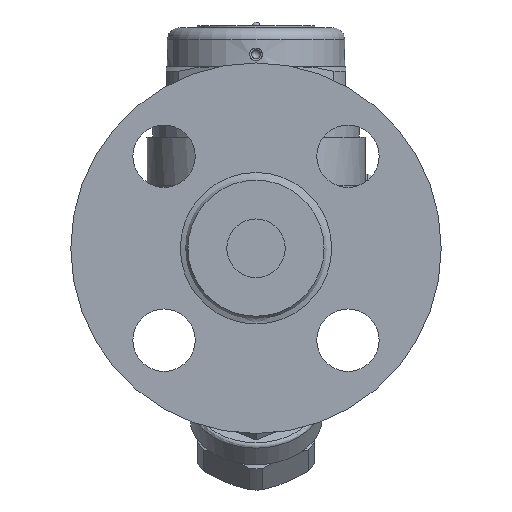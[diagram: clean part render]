
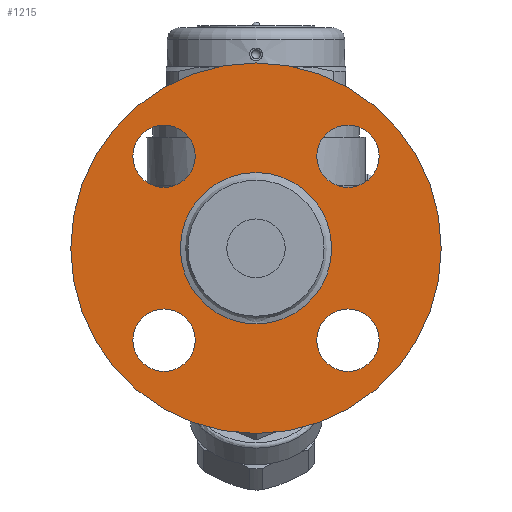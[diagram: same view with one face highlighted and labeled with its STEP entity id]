
A CAD part, left-side view. The second image highlights one B-rep face of the part: STEP entity #1215.
In plain terms, the highlighted planar face has unit normal (-1, 0, 0).
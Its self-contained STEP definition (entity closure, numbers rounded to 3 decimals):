
#665=CARTESIAN_POINT('',(-68.4,-31.582,-23.582));
#666=VERTEX_POINT('',#665);
#667=CARTESIAN_POINT('',(-68.4,-23.582,-23.582));
#668=DIRECTION('',(1.0,0.0,0.0));
#669=DIRECTION('',(0.0,-1.0,0.0));
#670=AXIS2_PLACEMENT_3D('',#667,#668,#669);
#671=CIRCLE('',#670,8.0);
#672=EDGE_CURVE('',#666,#666,#671,.T.);
#714=CARTESIAN_POINT('',(-68.4,23.582,-31.582));
#715=VERTEX_POINT('',#714);
#716=CARTESIAN_POINT('',(-68.4,23.582,-23.582));
#717=DIRECTION('',(1.0,0.0,0.0));
#718=DIRECTION('',(0.0,0.0,-1.0));
#719=AXIS2_PLACEMENT_3D('',#716,#717,#718);
#720=CIRCLE('',#719,8.0);
#721=EDGE_CURVE('',#715,#715,#720,.T.);
#763=CARTESIAN_POINT('',(-68.4,31.582,23.582));
#764=VERTEX_POINT('',#763);
#765=CARTESIAN_POINT('',(-68.4,23.582,23.582));
#766=DIRECTION('',(1.0,0.0,0.0));
#767=DIRECTION('',(0.0,1.0,0.0));
#768=AXIS2_PLACEMENT_3D('',#765,#766,#767);
#769=CIRCLE('',#768,8.0);
#770=EDGE_CURVE('',#764,#764,#769,.T.);
#812=CARTESIAN_POINT('',(-68.4,-23.582,31.582));
#813=VERTEX_POINT('',#812);
#814=CARTESIAN_POINT('',(-68.4,-23.582,23.582));
#815=DIRECTION('',(1.0,0.0,0.0));
#816=DIRECTION('',(0.0,0.0,1.0));
#817=AXIS2_PLACEMENT_3D('',#814,#815,#816);
#818=CIRCLE('',#817,8.0);
#819=EDGE_CURVE('',#813,#813,#818,.T.);
#1054=CARTESIAN_POINT('',(-68.4,0.0,47.5));
#1055=VERTEX_POINT('',#1054);
#1056=CARTESIAN_POINT('',(-68.4,0.0,0.));
#1057=DIRECTION('',(-1.0,0.0,0.0));
#1058=DIRECTION('',(0.0,0.0,1.0));
#1059=AXIS2_PLACEMENT_3D('',#1056,#1057,#1058);
#1060=CIRCLE('',#1059,47.5);
#1061=EDGE_CURVE('',#1055,#1055,#1060,.T.);
#1169=CARTESIAN_POINT('',(-68.4,0.,-19.41));
#1170=VERTEX_POINT('',#1169);
#1171=CARTESIAN_POINT('',(-68.4,0.0,0.));
#1172=DIRECTION('',(-1.0,0.0,0.0));
#1173=DIRECTION('',(0.0,0.0,1.0));
#1174=AXIS2_PLACEMENT_3D('',#1171,#1172,#1173);
#1175=CIRCLE('',#1174,19.41);
#1176=EDGE_CURVE('',#1170,#1170,#1175,.T.);
#1192=CARTESIAN_POINT('',(-68.4,0.0,32.475));
#1193=DIRECTION('',(-1.0,0.0,0.0));
#1194=DIRECTION('',(0.0,0.0,1.0));
#1195=AXIS2_PLACEMENT_3D('',#1192,#1193,#1194);
#1196=PLANE('',#1195);
#1197=ORIENTED_EDGE('',*,*,#1061,.T.);
#1198=EDGE_LOOP('',(#1197));
#1199=FACE_OUTER_BOUND('',#1198,.T.);
#1200=ORIENTED_EDGE('',*,*,#672,.T.);
#1201=EDGE_LOOP('',(#1200));
#1202=FACE_BOUND('',#1201,.T.);
#1203=ORIENTED_EDGE('',*,*,#721,.T.);
#1204=EDGE_LOOP('',(#1203));
#1205=FACE_BOUND('',#1204,.T.);
#1206=ORIENTED_EDGE('',*,*,#770,.T.);
#1207=EDGE_LOOP('',(#1206));
#1208=FACE_BOUND('',#1207,.T.);
#1209=ORIENTED_EDGE('',*,*,#819,.T.);
#1210=EDGE_LOOP('',(#1209));
#1211=FACE_BOUND('',#1210,.T.);
#1212=ORIENTED_EDGE('',*,*,#1176,.F.);
#1213=EDGE_LOOP('',(#1212));
#1214=FACE_BOUND('',#1213,.T.);
#1215=ADVANCED_FACE('',(#1199,#1202,#1205,#1208,#1211,#1214),#1196,.T.);
